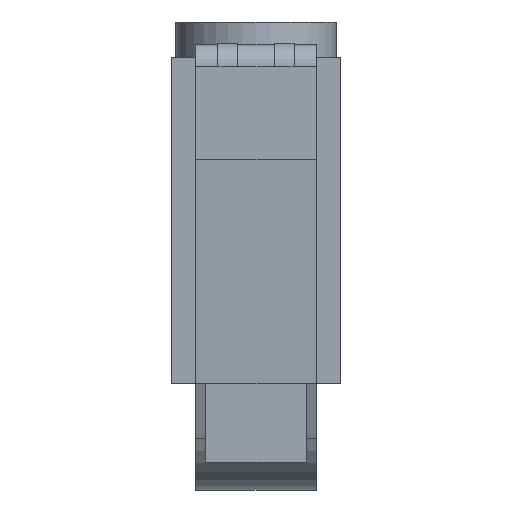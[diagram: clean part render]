
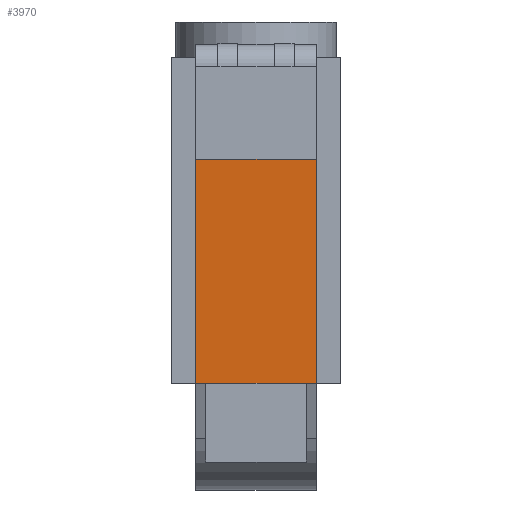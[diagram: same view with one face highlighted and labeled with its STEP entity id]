
A CAD part, left-side view. The second image highlights one B-rep face of the part: STEP entity #3970.
In plain terms, the highlighted planar face has unit normal (-0.998, 0, -0.06).
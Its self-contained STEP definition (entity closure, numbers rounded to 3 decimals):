
#906=CARTESIAN_POINT('',(-131.7,-6.75,0.7));
#907=VERTEX_POINT('',#906);
#914=CARTESIAN_POINT('',(-131.7,-5.6,0.7));
#915=VERTEX_POINT('',#914);
#916=CARTESIAN_POINT('',(-131.7,-6.75,0.7));
#917=DIRECTION('',(0.0,1.0,0.0));
#918=VECTOR('',#917,1.15);
#919=LINE('',#916,#918);
#920=EDGE_CURVE('',#907,#915,#919,.T.);
#938=CARTESIAN_POINT('',(-131.7,5.6,0.7));
#939=VERTEX_POINT('',#938);
#946=CARTESIAN_POINT('',(-131.7,6.75,0.7));
#947=VERTEX_POINT('',#946);
#948=CARTESIAN_POINT('',(-131.7,5.6,0.7));
#949=DIRECTION('',(0.0,1.0,0.0));
#950=VECTOR('',#949,1.15);
#951=LINE('',#948,#950);
#952=EDGE_CURVE('',#939,#947,#951,.T.);
#3558=CARTESIAN_POINT('',(-131.7,-5.6,0.7));
#3559=DIRECTION('',(0.0,1.0,0.0));
#3560=VECTOR('',#3559,11.2);
#3561=LINE('',#3558,#3560);
#3562=EDGE_CURVE('',#915,#939,#3561,.T.);
#3850=CARTESIAN_POINT('',(-133.2,-6.75,25.7));
#3851=VERTEX_POINT('',#3850);
#3858=CARTESIAN_POINT('',(-131.7,-6.75,0.7));
#3859=DIRECTION('',(-0.06,0.0,0.998));
#3860=VECTOR('',#3859,25.045);
#3861=LINE('',#3858,#3860);
#3862=EDGE_CURVE('',#907,#3851,#3861,.T.);
#3929=CARTESIAN_POINT('',(-133.2,6.75,25.7));
#3930=VERTEX_POINT('',#3929);
#3937=CARTESIAN_POINT('',(-133.2,-6.75,25.7));
#3938=DIRECTION('',(0.0,1.0,0.0));
#3939=VECTOR('',#3938,13.5);
#3940=LINE('',#3937,#3939);
#3941=EDGE_CURVE('',#3851,#3930,#3940,.T.);
#3952=CARTESIAN_POINT('',(-133.2,0.0,25.7));
#3953=DIRECTION('',(-0.998,0.0,-0.06));
#3954=DIRECTION('',(-0.06,0.0,0.998));
#3955=AXIS2_PLACEMENT_3D('',#3952,#3953,#3954);
#3956=PLANE('',#3955);
#3957=CARTESIAN_POINT('',(-133.2,6.75,25.7));
#3958=DIRECTION('',(0.06,0.0,-0.998));
#3959=VECTOR('',#3958,25.045);
#3960=LINE('',#3957,#3959);
#3961=EDGE_CURVE('',#3930,#947,#3960,.T.);
#3962=ORIENTED_EDGE('',*,*,#3961,.T.);
#3963=ORIENTED_EDGE('',*,*,#952,.F.);
#3964=ORIENTED_EDGE('',*,*,#3562,.F.);
#3965=ORIENTED_EDGE('',*,*,#920,.F.);
#3966=ORIENTED_EDGE('',*,*,#3862,.T.);
#3967=ORIENTED_EDGE('',*,*,#3941,.T.);
#3968=EDGE_LOOP('',(#3962,#3963,#3964,#3965,#3966,#3967));
#3969=FACE_OUTER_BOUND('',#3968,.T.);
#3970=ADVANCED_FACE('',(#3969),#3956,.T.);
